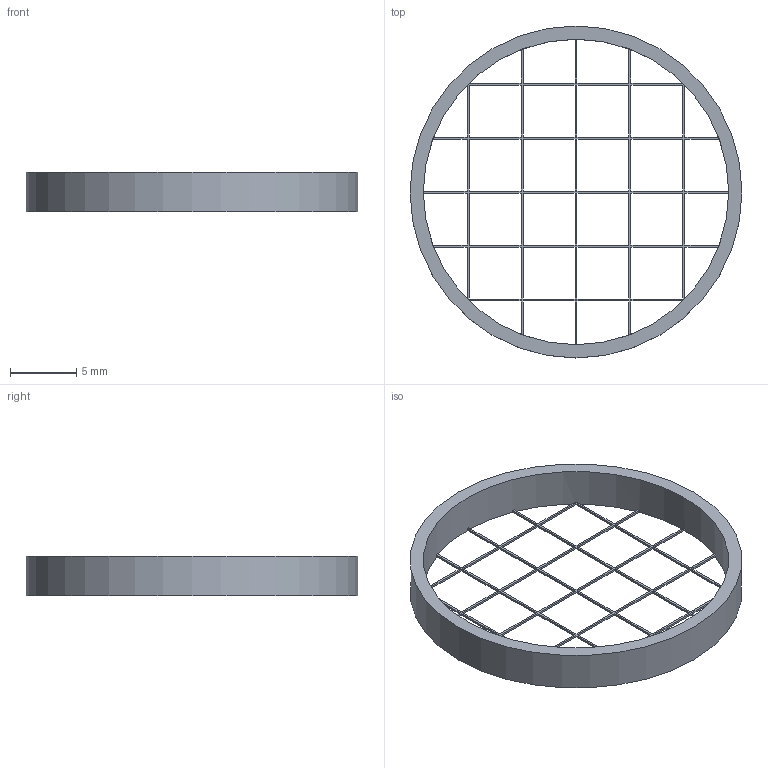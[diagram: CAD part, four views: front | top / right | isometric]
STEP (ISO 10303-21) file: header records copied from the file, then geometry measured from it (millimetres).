
FILE_DESCRIPTION(('Open CASCADE Model'),'2;1');
FILE_NAME('Open CASCADE Shape Model','2023-12-17T10:41:00',('Author'),( 'Open CASCADE'),'Open CASCADE STEP processor 7.7','Open CASCADE 7.7' ,'Unknown');
FILE_SCHEMA(('AUTOMOTIVE_DESIGN { 1 0 10303 214 1 1 1 1 }'));
Length unit declared in the file: millimetre
Products named in the file (1): Open CASCADE STEP translator 7.7 1
Bounding box: 25 x 25 x 3 mm (x, y, z)
Volume: 230.6 mm3; surface area: 717.9 mm2
Topology: 1 solids, 1 shells, 110 faces, 369 edges, 246 vertices
Faces by surface type: plane 108, cylinder 2
Full cylindrical faces by diameter (mm): 23 x1, 25 x1
Entity records: 8750 total; most frequent: CARTESIAN_POINT 1872, DIRECTION 1099, LINE 791, VECTOR 791, ORIENTED_EDGE 738, PCURVE 738, DEFINITIONAL_REPRESENTATION 738, EDGE_CURVE 369
